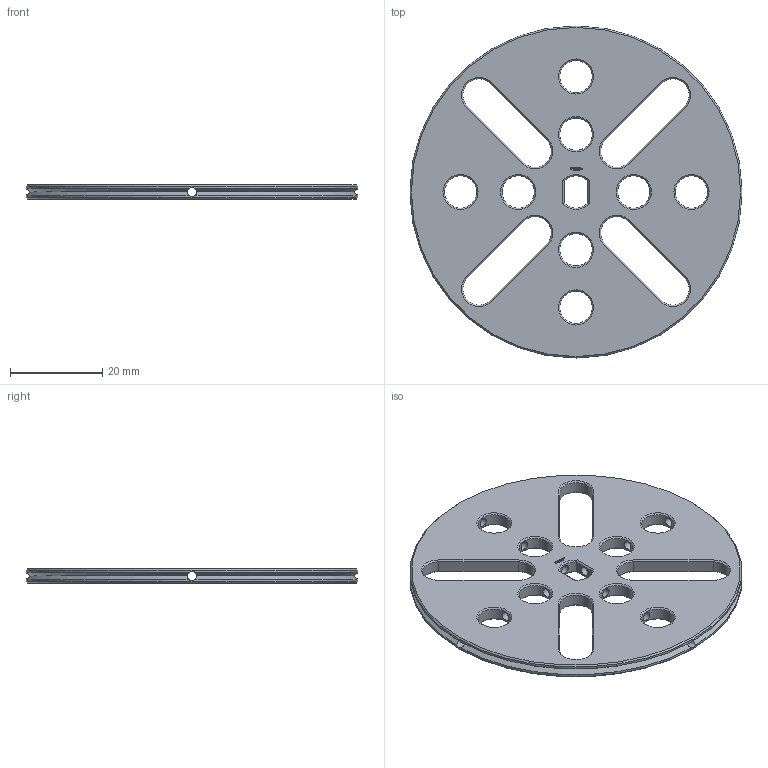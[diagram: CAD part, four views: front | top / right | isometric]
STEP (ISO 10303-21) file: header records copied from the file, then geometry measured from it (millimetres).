
FILE_DESCRIPTION(('FreeCAD Model'),'2;1');
FILE_NAME('Open CASCADE Shape Model','2023-11-14T00:17:28',(''),(''), 'Open CASCADE STEP processor 7.6','FreeCAD','Unknown');
FILE_SCHEMA(('AUTOMOTIVE_DESIGN { 1 0 10303 214 1 1 1 1 }'));
Length unit declared in the file: millimetre
Products named in the file (1): Washer FXD OCT BU05.75x00.25 - SPN-WSR-0020 (stemfie.org)
Bounding box: 71.88 x 71.88 x 3.12 mm (x, y, z)
Volume: 9168.1 mm3; surface area: 8574.7 mm2
Topology: 1 solids, 1 shells, 592 faces, 1652 edges, 1082 vertices
Faces by surface type: plane 334, extrusion 180, cone 46, cylinder 32
Full cylindrical faces by diameter (mm): 2 x12, 7 x8, 71.875 x2
Entity records: 44237 total; most frequent: CARTESIAN_POINT 12602, DIRECTION 5106, VECTOR 4070, LINE 3890, ORIENTED_EDGE 3304, PCURVE 3304, DEFINITIONAL_REPRESENTATION 3304, EDGE_CURVE 1652
